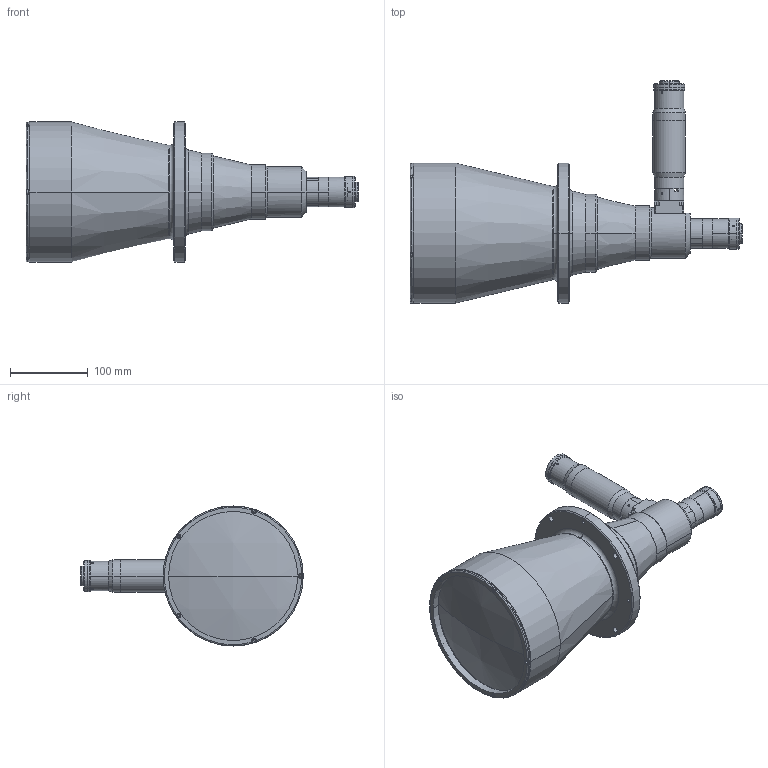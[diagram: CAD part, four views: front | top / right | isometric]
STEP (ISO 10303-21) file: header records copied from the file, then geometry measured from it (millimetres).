
FILE_DESCRIPTION (( 'STEP AP214' ), '1' );
FILE_NAME ('TCDP23C4XC120.STEP', '2015-10-15T09:00:53', ( '' ), ( '' ), 'SwSTEP 2.0', 'SolidWorks 2013', '' );
FILE_SCHEMA (( 'AUTOMOTIVE_DESIGN' ));
Length unit declared in the file: millimetre
Products named in the file (1): TCDP23C4XC120
Bounding box: 426.85 x 285.78 x 180 mm (x, y, z)
Surface area: 259628.1 mm2 (no closed solid volume)
Topology: 0 solids, 26 shells, 291 faces, 859 edges, 600 vertices
Faces by surface type: cylinder 127, plane 105, cone 34, torus 23, sphere 2
Entity records: 13866 total; most frequent: CARTESIAN_POINT 2605, DIRECTION 1803, ORIENTED_EDGE 1456, EDGE_CURVE 859, AXIS2_PLACEMENT_3D 712, VERTEX_POINT 600, CIRCLE 420, EDGE_LOOP 381
